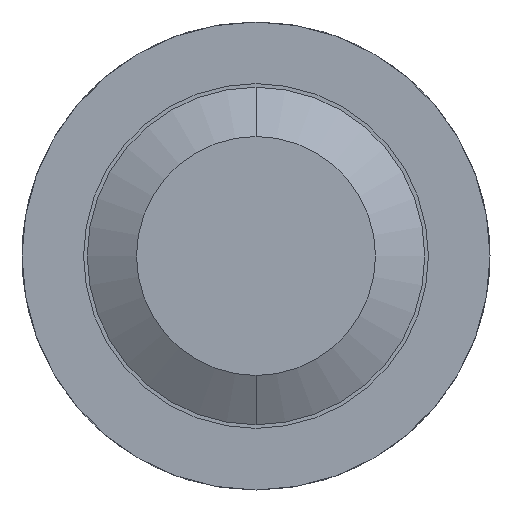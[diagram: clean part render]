
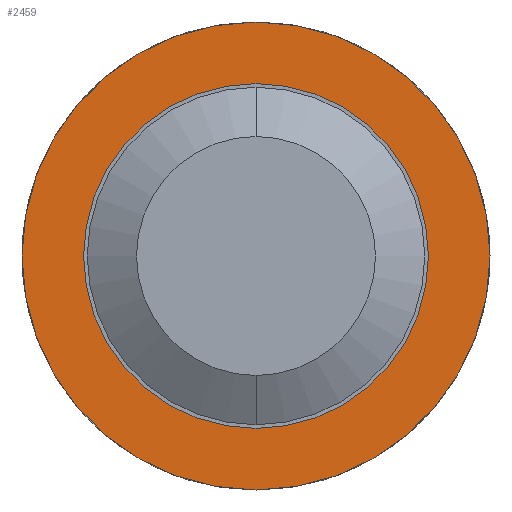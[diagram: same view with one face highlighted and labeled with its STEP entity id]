
A CAD part, front view. The second image highlights one B-rep face of the part: STEP entity #2459.
In plain terms, the highlighted planar face has unit normal (0, -1, 0).
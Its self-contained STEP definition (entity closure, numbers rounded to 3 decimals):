
#51 = PLANE ( 'NONE',  #831 ) ;
#71 = CARTESIAN_POINT ( 'NONE',  ( 0., -2.5, 0. ) ) ;
#92 = AXIS2_PLACEMENT_3D ( 'NONE', #1603, #2738, #3343 ) ;
#144 = ORIENTED_EDGE ( 'NONE', *, *, #1787, .F. ) ;
#400 = VERTEX_POINT ( 'NONE', #451 ) ;
#451 = CARTESIAN_POINT ( 'NONE',  ( 0., -2.5, -0.685 ) ) ;
#462 = CARTESIAN_POINT ( 'NONE',  ( 0., -2.5, 0. ) ) ;
#537 = EDGE_LOOP ( 'NONE', ( #3247, #1904 ) ) ;
#831 = AXIS2_PLACEMENT_3D ( 'NONE', #957, #2380, #2678 ) ;
#930 = CIRCLE ( 'NONE', #1040, 0.685 ) ;
#943 = VERTEX_POINT ( 'NONE', #1466 ) ;
#957 = CARTESIAN_POINT ( 'NONE',  ( 0.95, -2.5, 0. ) ) ;
#1040 = AXIS2_PLACEMENT_3D ( 'NONE', #71, #2977, #3248 ) ;
#1054 = DIRECTION ( 'NONE',  ( 0., 1., 0. ) ) ;
#1304 = DIRECTION ( 'NONE',  ( 0., 1., 0. ) ) ;
#1346 = EDGE_LOOP ( 'NONE', ( #3658, #144 ) ) ;
#1402 = CIRCLE ( 'NONE', #92, 0.95 ) ;
#1466 = CARTESIAN_POINT ( 'NONE',  ( 0., -2.5, -0.95 ) ) ;
#1474 = EDGE_CURVE ( 'Defeature ausgef�hrt2_15+Defeature ausgef�hrt2_16+Defeature ausgef�hrt2_16+Defeature ausgef�hrt2_16', #3237, #943, #1402, .T. ) ;
#1563 = FACE_OUTER_BOUND ( 'NONE', #1346, .T. ) ;
#1603 = CARTESIAN_POINT ( 'NONE',  ( 0., -2.5, 0. ) ) ;
#1657 = VERTEX_POINT ( 'NONE', #1808 ) ;
#1703 = EDGE_CURVE ( 'Defeature ausgef�hrt2_16+Defeature ausgef�hrt2_10+Defeature ausgef�hrt2_10+Defeature ausgef�hrt2_10', #400, #1657, #930, .T. ) ;
#1787 = EDGE_CURVE ( 'Defeature ausgef�hrt2_15+Defeature ausgef�hrt2_16+Defeature ausgef�hrt2_16+Defeature ausgef�hrt2_16', #943, #3237, #2831, .T. ) ;
#1808 = CARTESIAN_POINT ( 'NONE',  ( 0., -2.5, 0.685 ) ) ;
#1904 = ORIENTED_EDGE ( 'NONE', *, *, #1703, .T. ) ;
#2144 = CARTESIAN_POINT ( 'NONE',  ( 0., -2.5, 0.95 ) ) ;
#2172 = AXIS2_PLACEMENT_3D ( 'NONE', #2511, #1054, #2213 ) ;
#2213 = DIRECTION ( 'NONE',  ( 0., 0., 1. ) ) ;
#2330 = FACE_BOUND ( 'NONE', #537, .T. ) ;
#2380 = DIRECTION ( 'NONE',  ( 0., 1., 0. ) ) ;
#2459 = ADVANCED_FACE ( 'Defeature ausgef�hrt2_16', ( #1563, #2330 ), #51, .F. ) ;
#2511 = CARTESIAN_POINT ( 'NONE',  ( 0., -2.5, 0. ) ) ;
#2678 = DIRECTION ( 'NONE',  ( 0., 0., 1. ) ) ;
#2738 = DIRECTION ( 'NONE',  ( 0., 1., 0. ) ) ;
#2743 = CIRCLE ( 'NONE', #3172, 0.685 ) ;
#2831 = CIRCLE ( 'NONE', #2172, 0.95 ) ;
#2977 = DIRECTION ( 'NONE',  ( 0., 1., 0. ) ) ;
#3172 = AXIS2_PLACEMENT_3D ( 'NONE', #462, #1304, #3286 ) ;
#3237 = VERTEX_POINT ( 'NONE', #2144 ) ;
#3247 = ORIENTED_EDGE ( 'NONE', *, *, #3294, .T. ) ;
#3248 = DIRECTION ( 'NONE',  ( 0., 0., 1. ) ) ;
#3286 = DIRECTION ( 'NONE',  ( 0., 0., 1. ) ) ;
#3294 = EDGE_CURVE ( 'Defeature ausgef�hrt2_16+Defeature ausgef�hrt2_10+Defeature ausgef�hrt2_10+Defeature ausgef�hrt2_10', #1657, #400, #2743, .T. ) ;
#3343 = DIRECTION ( 'NONE',  ( 0., 0., 1. ) ) ;
#3658 = ORIENTED_EDGE ( 'NONE', *, *, #1474, .F. ) ;
